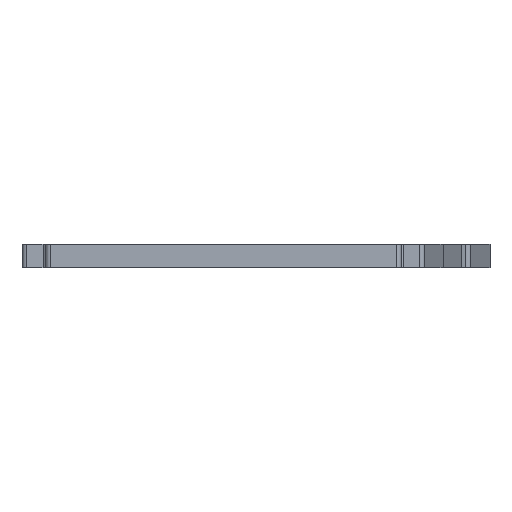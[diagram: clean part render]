
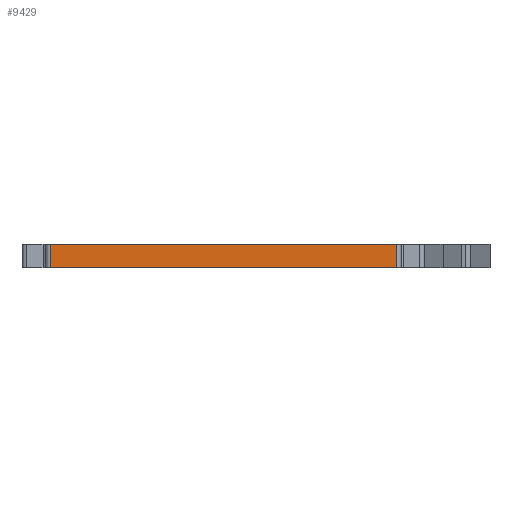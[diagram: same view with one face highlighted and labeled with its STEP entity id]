
A CAD part, left-side view. The second image highlights one B-rep face of the part: STEP entity #9429.
In plain terms, the highlighted planar face has unit normal (-1, 0, 0).
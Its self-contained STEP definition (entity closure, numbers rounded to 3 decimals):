
#340=PLANE('',#10321);
#803=FACE_OUTER_BOUND('',#1336,.T.);
#1336=EDGE_LOOP('',(#8744,#8745,#8746,#8747));
#1369=LINE('',#13163,#2338);
#1591=LINE('',#13972,#2560);
#1769=LINE('',#14645,#2738);
#1771=LINE('',#14649,#2740);
#2338=VECTOR('',#10411,10.);
#2560=VECTOR('',#11005,10.);
#2738=VECTOR('',#11509,10.);
#2740=VECTOR('',#11515,10.);
#3742=VERTEX_POINT('',#13160);
#3743=VERTEX_POINT('',#13162);
#4143=VERTEX_POINT('',#13969);
#4144=VERTEX_POINT('',#13971);
#4666=EDGE_CURVE('',#3743,#3742,#1369,.T.);
#5071=EDGE_CURVE('',#4143,#4144,#1591,.T.);
#5409=EDGE_CURVE('',#3743,#4143,#1769,.T.);
#5411=EDGE_CURVE('',#4144,#3742,#1771,.T.);
#8744=ORIENTED_EDGE('',*,*,#5409,.F.);
#8745=ORIENTED_EDGE('',*,*,#4666,.T.);
#8746=ORIENTED_EDGE('',*,*,#5411,.F.);
#8747=ORIENTED_EDGE('',*,*,#5071,.F.);
#9429=ADVANCED_FACE('',(#803),#340,.T.);
#10321=AXIS2_PLACEMENT_3D('',#15819,#13042,#13043);
#10411=DIRECTION('',(0.,1.,0.));
#11005=DIRECTION('',(0.,1.,0.));
#11509=DIRECTION('',(0.,0.,-1.));
#11515=DIRECTION('',(0.,0.,1.));
#13042=DIRECTION('center_axis',(-1.,0.,0.));
#13043=DIRECTION('ref_axis',(0.,1.,0.));
#13160=CARTESIAN_POINT('',(-0.001,-5.762,0.));
#13162=CARTESIAN_POINT('',(-0.001,-79.962,0.));
#13163=CARTESIAN_POINT('',(-0.001,-80.962,0.));
#13969=CARTESIAN_POINT('',(-0.001,-79.962,-5.));
#13971=CARTESIAN_POINT('',(-0.001,-5.762,-5.));
#13972=CARTESIAN_POINT('',(-0.001,-80.962,-5.));
#14645=CARTESIAN_POINT('',(-0.001,-79.962,0.));
#14649=CARTESIAN_POINT('',(-0.001,-5.762,0.));
#15819=CARTESIAN_POINT('Origin',(-0.001,-80.962,
0.));
